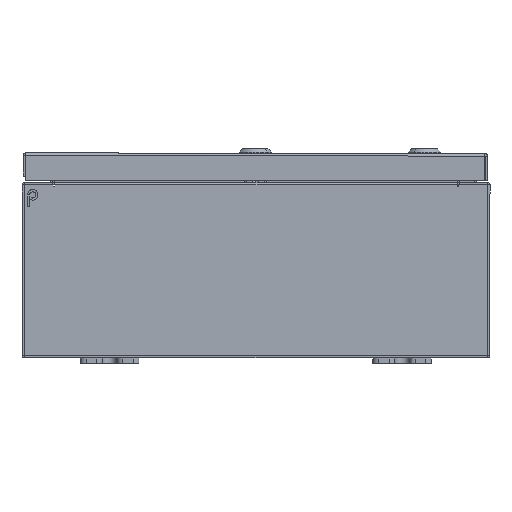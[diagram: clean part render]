
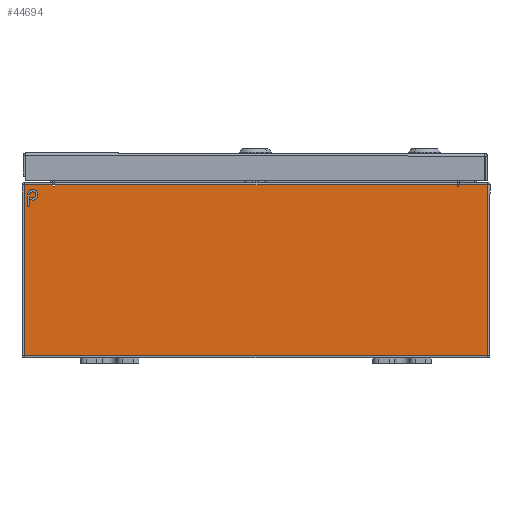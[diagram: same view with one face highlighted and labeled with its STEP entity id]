
A CAD part, front view. The second image highlights one B-rep face of the part: STEP entity #44694.
In plain terms, the highlighted face is planar.
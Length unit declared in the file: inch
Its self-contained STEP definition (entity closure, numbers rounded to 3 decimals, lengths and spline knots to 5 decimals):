
#385 = CARTESIAN_POINT ( 'NONE',  ( 6.92455, 0., 2.9253 ) ) ;
#1530 = CARTESIAN_POINT ( 'NONE',  ( -6.8872, 0., 2.9123 ) ) ;
#2434 = AXIS2_PLACEMENT_3D ( 'NONE', #55594, #26614, #60459 ) ;
#4344 = AXIS2_PLACEMENT_3D ( 'NONE', #27311, #61153, #32144 ) ;
#4576 = CARTESIAN_POINT ( 'NONE',  ( 6.8872, 0., 2.9123 ) ) ;
#5241 = EDGE_CURVE ( 'NONE', #47298, #49094, #46996, .T. ) ;
#5389 = LINE ( 'NONE', #44977, #55378 ) ;
#5820 = ORIENTED_EDGE ( 'NONE', *, *, #30681, .F. ) ;
#6119 = CARTESIAN_POINT ( 'NONE',  ( -6.90587, 0., 2.87495 ) ) ;
#7607 = ORIENTED_EDGE ( 'NONE', *, *, #35704, .T. ) ;
#7868 = EDGE_CURVE ( 'NONE', #45633, #9967, #28622, .T. ) ;
#9144 = LINE ( 'NONE', #18432, #60638 ) ;
#9466 = DIRECTION ( 'NONE',  ( 0., 0., -1. ) ) ;
#9644 = DIRECTION ( 'NONE',  ( 0., 0., 1. ) ) ;
#9967 = VERTEX_POINT ( 'NONE', #48053 ) ;
#10096 = CARTESIAN_POINT ( 'NONE',  ( -7.9253, 0., 2.9253 ) ) ;
#10511 = VECTOR ( 'NONE', #29335, 39.37008 ) ;
#10971 = DIRECTION ( 'NONE',  ( 0., 0., -1. ) ) ;
#10987 = CIRCLE ( 'NONE', #2434, 0.01868 ) ;
#13540 = EDGE_CURVE ( 'NONE', #31502, #15625, #23080, .T. ) ;
#14767 = CARTESIAN_POINT ( 'NONE',  ( -7.9253, 0., 2.9253 ) ) ;
#14832 = DIRECTION ( 'NONE',  ( 0., 0., -1. ) ) ;
#15142 = ORIENTED_EDGE ( 'NONE', *, *, #45858, .T. ) ;
#15625 = VERTEX_POINT ( 'NONE', #4576 ) ;
#15745 = ORIENTED_EDGE ( 'NONE', *, *, #60203, .F. ) ;
#18432 = CARTESIAN_POINT ( 'NONE',  ( -6.92455, 0., 0. ) ) ;
#19175 = CARTESIAN_POINT ( 'NONE',  ( -7.9253, 0., 2.9253 ) ) ;
#21091 = VECTOR ( 'NONE', #9644, 39.37008 ) ;
#21411 = DIRECTION ( 'NONE',  ( 0., 0., 1. ) ) ;
#21486 = CARTESIAN_POINT ( 'NONE',  ( 6.92455, 0., 2.87495 ) ) ;
#21608 = LINE ( 'NONE', #53731, #32933 ) ;
#22863 = EDGE_CURVE ( 'NONE', #51718, #58067, #59693, .T. ) ;
#23080 = LINE ( 'NONE', #50820, #45792 ) ;
#23219 = VERTEX_POINT ( 'NONE', #21486 ) ;
#24986 = ORIENTED_EDGE ( 'NONE', *, *, #13540, .F. ) ;
#26614 = DIRECTION ( 'NONE',  ( 0., 1., 0. ) ) ;
#26844 = VERTEX_POINT ( 'NONE', #385 ) ;
#26849 = ORIENTED_EDGE ( 'NONE', *, *, #36069, .F. ) ;
#27226 = ORIENTED_EDGE ( 'NONE', *, *, #40833, .F. ) ;
#27311 = CARTESIAN_POINT ( 'NONE',  ( 0., 0., 0. ) ) ;
#27346 = VECTOR ( 'NONE', #9466, 39.37008 ) ;
#27714 = CARTESIAN_POINT ( 'NONE',  ( -6.92455, 0., 2.9253 ) ) ;
#28315 = ORIENTED_EDGE ( 'NONE', *, *, #5241, .T. ) ;
#28622 = CIRCLE ( 'NONE', #57540, 0.01868 ) ;
#29220 = ORIENTED_EDGE ( 'NONE', *, *, #43601, .T. ) ;
#29335 = DIRECTION ( 'NONE',  ( 1., 0., 0. ) ) ;
#29358 = DIRECTION ( 'NONE',  ( 0., 0., -1. ) ) ;
#30681 = EDGE_CURVE ( 'NONE', #40273, #45633, #21608, .T. ) ;
#31502 = VERTEX_POINT ( 'NONE', #46226 ) ;
#32144 = DIRECTION ( 'NONE',  ( 0., 0., -1. ) ) ;
#32478 = EDGE_CURVE ( 'NONE', #58067, #49790, #61592, .T. ) ;
#32933 = VECTOR ( 'NONE', #29358, 39.37008 ) ;
#34018 = CARTESIAN_POINT ( 'NONE',  ( 7.9253, 0., 2.9253 ) ) ;
#34066 = VECTOR ( 'NONE', #14832, 39.37008 ) ;
#35704 = EDGE_CURVE ( 'NONE', #49094, #51718, #5389, .T. ) ;
#36069 = EDGE_CURVE ( 'NONE', #9967, #49790, #9144, .T. ) ;
#36259 = CARTESIAN_POINT ( 'NONE',  ( -7.9253, 0., 2.9253 ) ) ;
#37042 = FACE_OUTER_BOUND ( 'NONE', #39001, .T. ) ;
#37755 = LINE ( 'NONE', #10096, #10511 ) ;
#39001 = EDGE_LOOP ( 'NONE', ( #26849, #54809, #5820, #15142, #24986, #15745, #27226, #29220, #28315, #7607, #49999, #57064 ) ) ;
#39158 = CARTESIAN_POINT ( 'NONE',  ( -6.8872, 0., 2.9123 ) ) ;
#39826 = CARTESIAN_POINT ( 'NONE',  ( 7.9253, 0., 2.9253 ) ) ;
#39947 = DIRECTION ( 'NONE',  ( 0., 1., 0. ) ) ;
#40273 = VERTEX_POINT ( 'NONE', #1530 ) ;
#40833 = EDGE_CURVE ( 'NONE', #26844, #23219, #53083, .T. ) ;
#43012 = CARTESIAN_POINT ( 'NONE',  ( -7.9253, 0., -2.9253 ) ) ;
#43601 = EDGE_CURVE ( 'NONE', #26844, #47298, #37755, .T. ) ;
#44694 = ADVANCED_FACE ( 'NONE', ( #37042 ), #56288, .F. ) ;
#44977 = CARTESIAN_POINT ( 'NONE',  ( -7.9253, 0., -2.9253 ) ) ;
#45633 = VERTEX_POINT ( 'NONE', #47105 ) ;
#45792 = VECTOR ( 'NONE', #21411, 39.37008 ) ;
#45858 = EDGE_CURVE ( 'NONE', #40273, #15625, #58160, .T. ) ;
#46226 = CARTESIAN_POINT ( 'NONE',  ( 6.8872, 0., 2.87495 ) ) ;
#46996 = LINE ( 'NONE', #34018, #34066 ) ;
#47105 = CARTESIAN_POINT ( 'NONE',  ( -6.8872, 0., 2.87495 ) ) ;
#47298 = VERTEX_POINT ( 'NONE', #39826 ) ;
#48053 = CARTESIAN_POINT ( 'NONE',  ( -6.92455, 0., 2.87495 ) ) ;
#48349 = VECTOR ( 'NONE', #48903, 39.37008 ) ;
#48721 = VECTOR ( 'NONE', #58290, 39.37008 ) ;
#48903 = DIRECTION ( 'NONE',  ( 1., 0., 0. ) ) ;
#49094 = VERTEX_POINT ( 'NONE', #57034 ) ;
#49790 = VERTEX_POINT ( 'NONE', #27714 ) ;
#49999 = ORIENTED_EDGE ( 'NONE', *, *, #22863, .T. ) ;
#50820 = CARTESIAN_POINT ( 'NONE',  ( 6.8872, 0., 0. ) ) ;
#51718 = VERTEX_POINT ( 'NONE', #43012 ) ;
#52286 = DIRECTION ( 'NONE',  ( 0., 0., 1. ) ) ;
#52879 = CARTESIAN_POINT ( 'NONE',  ( 6.92455, 0., 0. ) ) ;
#53083 = LINE ( 'NONE', #52879, #27346 ) ;
#53731 = CARTESIAN_POINT ( 'NONE',  ( -6.8872, 0., 0. ) ) ;
#54711 = DIRECTION ( 'NONE',  ( -1., 0., 0. ) ) ;
#54809 = ORIENTED_EDGE ( 'NONE', *, *, #7868, .F. ) ;
#55378 = VECTOR ( 'NONE', #54711, 39.37008 ) ;
#55594 = CARTESIAN_POINT ( 'NONE',  ( 6.90587, 0., 2.87495 ) ) ;
#56288 = PLANE ( 'NONE',  #4344 ) ;
#57034 = CARTESIAN_POINT ( 'NONE',  ( 7.9253, 0., -2.9253 ) ) ;
#57064 = ORIENTED_EDGE ( 'NONE', *, *, #32478, .T. ) ;
#57540 = AXIS2_PLACEMENT_3D ( 'NONE', #6119, #39947, #10971 ) ;
#58067 = VERTEX_POINT ( 'NONE', #36259 ) ;
#58160 = LINE ( 'NONE', #39158, #48349 ) ;
#58290 = DIRECTION ( 'NONE',  ( 1., 0., 0. ) ) ;
#59693 = LINE ( 'NONE', #19175, #21091 ) ;
#60203 = EDGE_CURVE ( 'NONE', #23219, #31502, #10987, .T. ) ;
#60459 = DIRECTION ( 'NONE',  ( 0., 0., -1. ) ) ;
#60638 = VECTOR ( 'NONE', #52286, 39.37008 ) ;
#61153 = DIRECTION ( 'NONE',  ( 0., -1., 0. ) ) ;
#61592 = LINE ( 'NONE', #14767, #48721 ) ;
